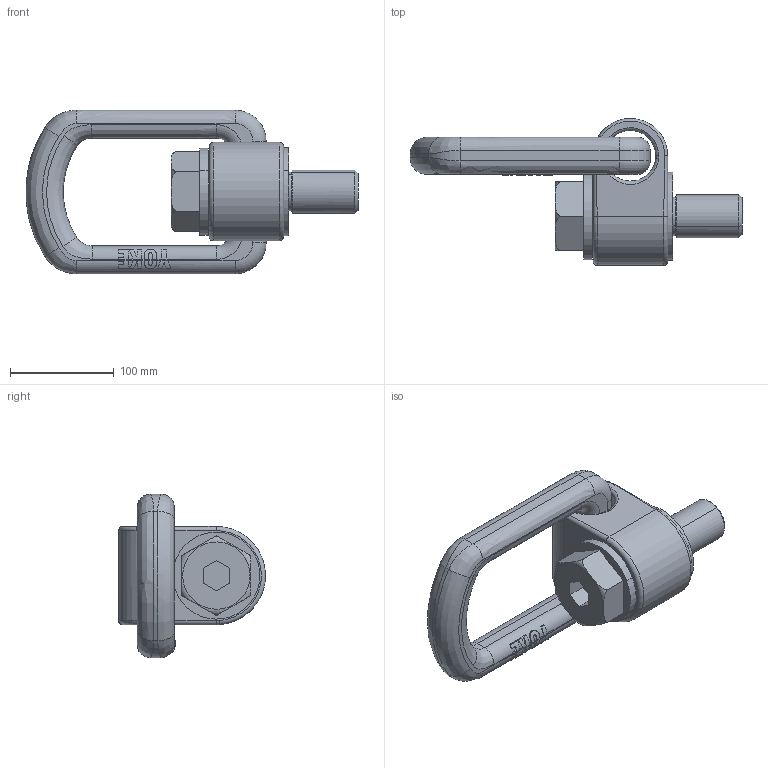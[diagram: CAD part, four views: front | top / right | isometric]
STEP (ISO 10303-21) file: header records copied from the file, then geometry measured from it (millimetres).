
FILE_DESCRIPTION(('CATIA V5 STEP Exchange'),'2;1');
FILE_NAME('8-212-150.stp','2017-06-16T07:33:57+00:00',('none'),('none'),'CATIA Version 5 Release 21 GA (IN-10)','CATIA V5 STEP AP203','none');
FILE_SCHEMA(('CONFIG_CONTROL_DESIGN'));
Length unit declared in the file: millimetre
Products named in the file (1): 8-212-150
Assembly tree (4 placements, depth 2):
  8-212-150
    #58
    #1250
    #2605
    #14122
Bounding box: 320.65 x 141.96 x 158 mm (x, y, z)
Volume: 1513098.4 mm3; surface area: 214130.1 mm2
Topology: 4 solids, 4 shells, 334 faces, 902 edges, 582 vertices
Faces by surface type: plane 220, cylinder 58, torus 30, bspline 16, cone 10
Entity records: 14438 total; most frequent: CARTESIAN_POINT 6823, ORIENTED_EDGE 1804, DIRECTION 1138, EDGE_CURVE 902, VERTEX_POINT 582, AXIS2_PLACEMENT_3D 476, B_SPLINE_CURVE_WITH_KNOTS 382, VECTOR 353
